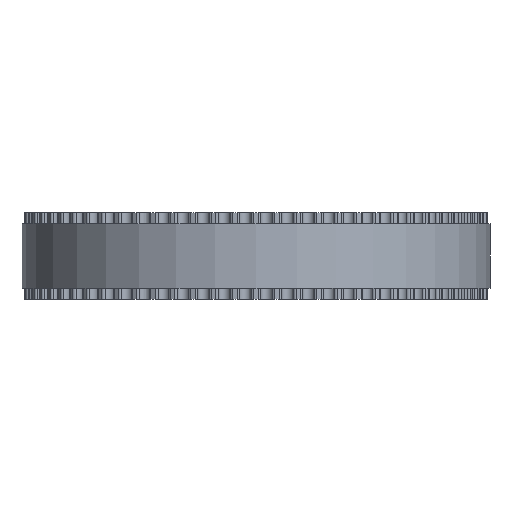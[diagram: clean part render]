
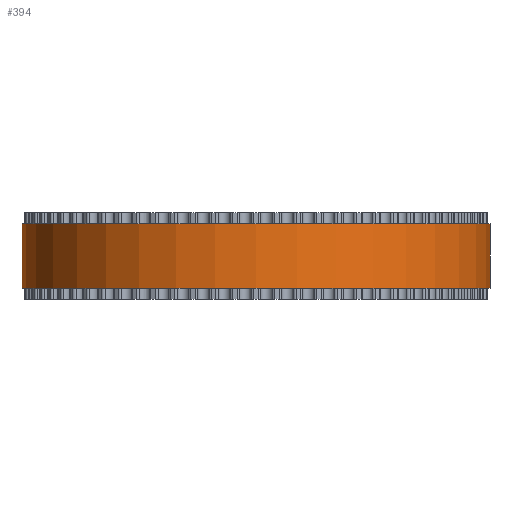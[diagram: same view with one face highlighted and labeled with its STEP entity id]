
A CAD part, front view. The second image highlights one B-rep face of the part: STEP entity #394.
In plain terms, the highlighted cylindrical face has radius 21.645 mm (diameter 43.29 mm), a full revolution.
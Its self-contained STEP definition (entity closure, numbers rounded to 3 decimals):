
#97=FACE_BOUND('',#1216,.T.);
#98=FACE_BOUND('',#1217,.T.);
#394=ADVANCED_FACE('',(#97,#98),#667,.T.);
#667=CYLINDRICAL_SURFACE('',#6127,21.645);
#1216=EDGE_LOOP('',(#3394));
#1217=EDGE_LOOP('',(#3395));
#3394=ORIENTED_EDGE('',*,*,#4758,.T.);
#3395=ORIENTED_EDGE('',*,*,#4759,.T.);
#3940=VERTEX_POINT('',#9680);
#3941=VERTEX_POINT('',#9682);
#4758=EDGE_CURVE('',#3940,#3940,#5304,.T.);
#4759=EDGE_CURVE('',#3941,#3941,#5305,.T.);
#5304=CIRCLE('',#6125,21.645);
#5305=CIRCLE('',#6126,21.645);
#6125=AXIS2_PLACEMENT_3D('',#9679,#8038,#8039);
#6126=AXIS2_PLACEMENT_3D('',#9681,#8040,#8041);
#6127=AXIS2_PLACEMENT_3D('',#9683,#8042,#8043);
#8038=DIRECTION('',(0.,0.,1.));
#8039=DIRECTION('',(1.,0.,0.));
#8040=DIRECTION('',(0.,0.,-1.));
#8041=DIRECTION('',(1.,0.,0.));
#8042=DIRECTION('',(0.,0.,1.));
#8043=DIRECTION('',(1.,0.,0.));
#9679=CARTESIAN_POINT('',(0.,0.,1.));
#9680=CARTESIAN_POINT('',(21.645,0.,1.));
#9681=CARTESIAN_POINT('',(0.,0.,7.));
#9682=CARTESIAN_POINT('',(21.645,0.,7.));
#9683=CARTESIAN_POINT('',(0.,0.,1.));
